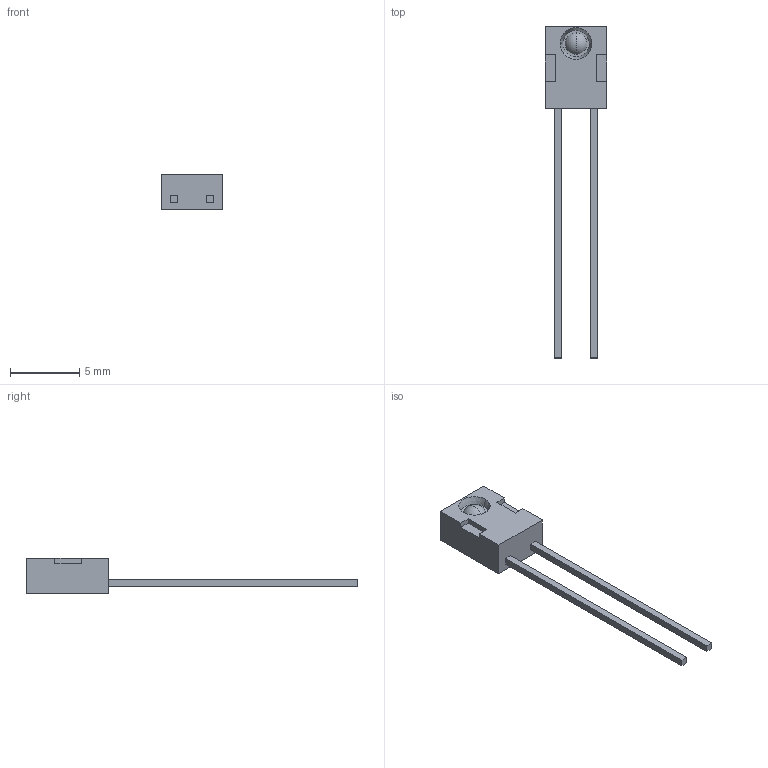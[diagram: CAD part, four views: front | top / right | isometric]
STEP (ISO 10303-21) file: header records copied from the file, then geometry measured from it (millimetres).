
FILE_DESCRIPTION (( 'STEP AP214' ), '1' );
FILE_NAME ('OP555A.STEP', '2019-12-04T15:22:21', ( '' ), ( '' ), 'SwSTEP 2.0', 'SolidWorks 2018', '' );
FILE_SCHEMA (( 'AUTOMOTIVE_DESIGN' ));
Length unit declared in the file: inch
Products named in the file (1): OP555A
Bounding box: 4.45 x 23.94 x 2.54 mm (x, y, z)
Volume: 74.2 mm3; surface area: 183.3 mm2
Topology: 1 solids, 1 shells, 29 faces, 70 edges, 47 vertices
Faces by surface type: plane 25, sphere 2, cone 2
Entity records: 1010 total; most frequent: CARTESIAN_POINT 147, ORIENTED_EDGE 140, DIRECTION 138, EDGE_CURVE 70, LINE 62, VECTOR 62, VERTEX_POINT 47, AXIS2_PLACEMENT_3D 38
